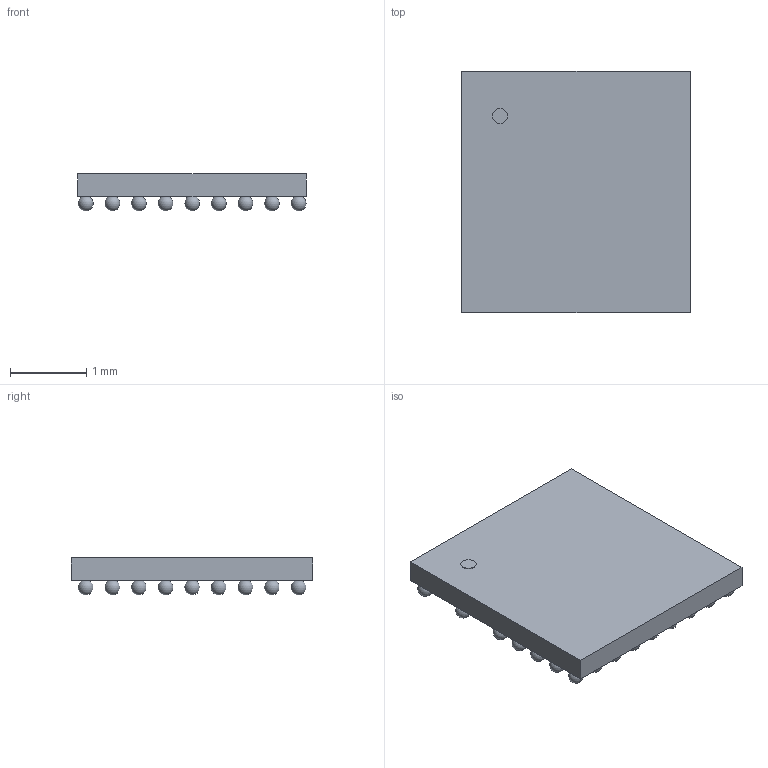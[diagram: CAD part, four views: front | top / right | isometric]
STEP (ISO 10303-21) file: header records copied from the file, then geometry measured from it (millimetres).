
FILE_DESCRIPTION(('FreeCAD Model'),'2;1');
FILE_NAME('Open CASCADE Shape Model','2025-03-17T16:42:23',(''),(''), 'Open CASCADE STEP processor 7.8','FreeCAD','Unknown');
FILE_SCHEMA(('AUTOMOTIVE_DESIGN { 1 0 10303 214 1 1 1 1 }'));
Length unit declared in the file: millimetre
Products named in the file (5): Part; Body; Array; Sphere; Cylinder
Assembly tree (78 placements, depth 3):
  Part
    Body
    Array
      Sphere  x75
    Cylinder
Bounding box: 3 x 3.17 x 0.5 mm (x, y, z)
Volume: 3.2 mm3; surface area: 32.3 mm2
Topology: 77 solids, 77 shells, 84 faces, 240 edges, 160 vertices
Faces by surface type: sphere 75, plane 8, cylinder 1
Full cylindrical faces by diameter (mm): 0.2 x1
Entity records: 929 total; most frequent: DIRECTION 195, CARTESIAN_POINT 115, AXIS2_PLACEMENT_3D 91, PRODUCT_DEFINITION_SHAPE 83, CONTEXT_DEPENDENT_SHAPE_REPRESENTATION 78, ITEM_DEFINED_TRANSFORMATION 78, NEXT_ASSEMBLY_USAGE_OCCURRENCE 78, ORIENTED_EDGE 30
